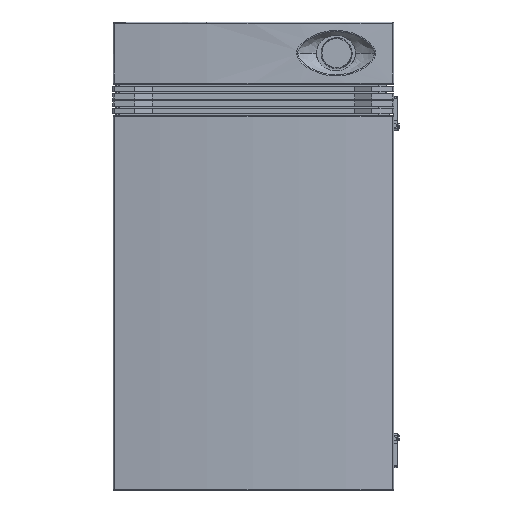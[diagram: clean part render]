
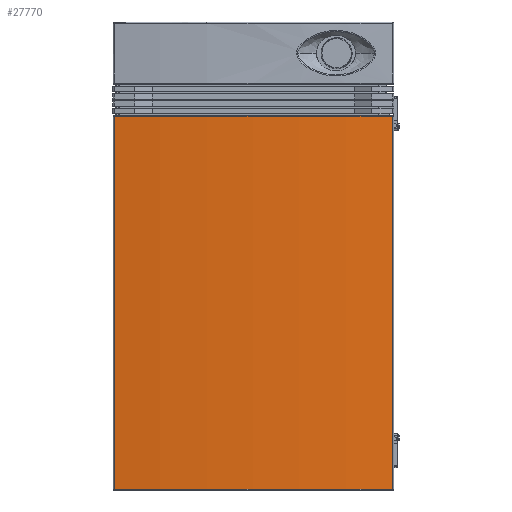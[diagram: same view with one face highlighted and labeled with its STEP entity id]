
A CAD part, left-side view. The second image highlights one B-rep face of the part: STEP entity #27770.
In plain terms, the highlighted cylindrical face has radius 2000 mm (diameter 4000 mm), a partial arc.
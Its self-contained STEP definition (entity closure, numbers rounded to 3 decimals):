
#27120=CARTESIAN_POINT('',(0.,1.,2000.));
#27121=DIRECTION('',(0.,-1.,0.));
#27122=DIRECTION('',(-0.111,0.,-0.994));
#27123=AXIS2_PLACEMENT_3D('',#27120,#27121,#27122);
#27125=DIRECTION('',(0.,1.,0.));
#27126=VECTOR('',#27125,598.);
#27127=CARTESIAN_POINT('',(-222.778,1.,12.446));
#27128=LINE('',#27127,#27126);
#27139=CARTESIAN_POINT('',(0.,1.,2000.));
#27140=DIRECTION('',(0.,-1.,0.));
#27141=DIRECTION('',(0.,0.,-1.));
#27142=AXIS2_PLACEMENT_3D('',#27139,#27140,#27141);
#27345=CARTESIAN_POINT('',(0.,599.,2000.));
#27346=DIRECTION('',(0.,1.,0.));
#27347=DIRECTION('',(0.,0.,-1.));
#27348=AXIS2_PLACEMENT_3D('',#27345,#27346,#27347);
#27355=CARTESIAN_POINT('',(0.,599.,2000.));
#27356=DIRECTION('',(0.,1.,0.));
#27357=DIRECTION('',(0.111,0.,-0.994));
#27358=AXIS2_PLACEMENT_3D('',#27355,#27356,#27357);
#27380=DIRECTION('',(0.,1.,0.));
#27381=VECTOR('',#27380,598.);
#27382=CARTESIAN_POINT('',(222.778,1.,12.446));
#27383=LINE('',#27382,#27381);
#27509=CARTESIAN_POINT('',(222.778,1.,12.446));
#27511=VERTEX_POINT('',#27509);
#27544=CARTESIAN_POINT('',(0.,1.,0.));
#27545=VERTEX_POINT('',#27544);
#27554=CARTESIAN_POINT('',(-222.778,599.,12.446));
#27556=VERTEX_POINT('',#27554);
#27565=CARTESIAN_POINT('',(222.778,599.,12.446));
#27566=VERTEX_POINT('',#27565);
#27575=CARTESIAN_POINT('',(-222.778,1.,12.446));
#27576=VERTEX_POINT('',#27575);
#27586=CARTESIAN_POINT('',(0.,599.,0.));
#27588=VERTEX_POINT('',#27586);
#27753=CARTESIAN_POINT('',(0.,600.,2000.));
#27754=DIRECTION('',(0.,1.,0.));
#27755=DIRECTION('',(0.,0.,1.));
#27756=AXIS2_PLACEMENT_3D('',#27753,#27754,#27755);
#27757=CYLINDRICAL_SURFACE('',#27756,2000.);
#27758=ORIENTED_EDGE('',*,*,#27693,.F.);
#27759=ORIENTED_EDGE('',*,*,#27743,.T.);
#27761=ORIENTED_EDGE('',*,*,#27760,.T.);
#27763=ORIENTED_EDGE('',*,*,#27762,.T.);
#27765=ORIENTED_EDGE('',*,*,#27764,.T.);
#27767=ORIENTED_EDGE('',*,*,#27766,.T.);
#27768=EDGE_LOOP('',(#27758,#27759,#27761,#27763,#27765,#27767));
#27769=FACE_OUTER_BOUND('',#27768,.F.);
#27124=CIRCLE('',#27123,2000.);
#27143=CIRCLE('',#27142,2000.);
#27349=CIRCLE('',#27348,2000.);
#27359=CIRCLE('',#27358,2000.);
#27693=EDGE_CURVE('',#27576,#27556,#27128,.T.);
#27743=EDGE_CURVE('',#27576,#27545,#27124,.T.);
#27760=EDGE_CURVE('',#27545,#27511,#27143,.T.);
#27762=EDGE_CURVE('',#27511,#27566,#27383,.T.);
#27764=EDGE_CURVE('',#27566,#27588,#27359,.T.);
#27766=EDGE_CURVE('',#27588,#27556,#27349,.T.);
#27770=ADVANCED_FACE('',(#27769),#27757,.T.);
